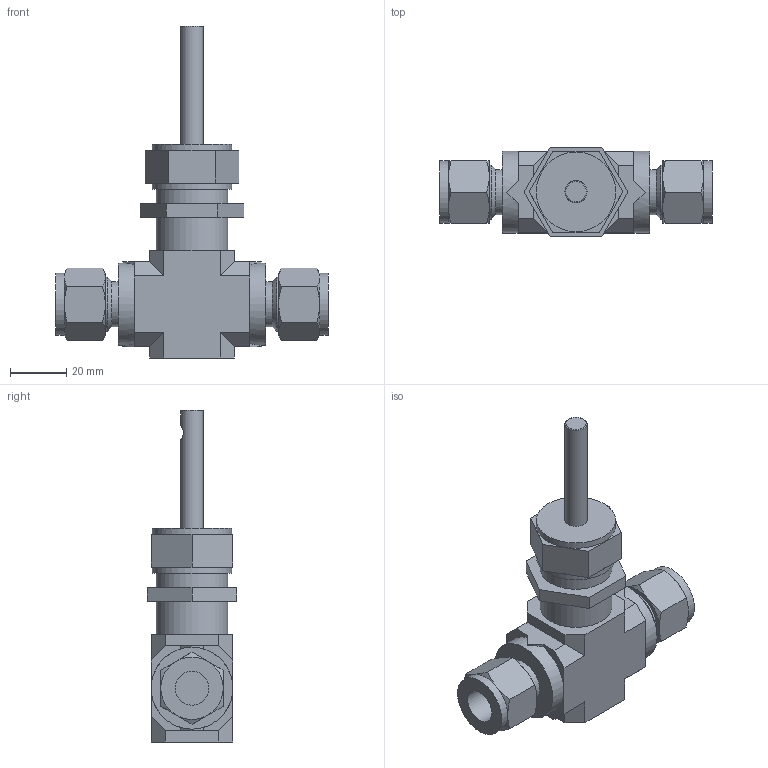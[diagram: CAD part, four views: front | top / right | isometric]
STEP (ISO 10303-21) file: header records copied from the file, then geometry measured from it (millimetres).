
FILE_DESCRIPTION(/* description */ ('starvars output'),/* implementation_level */ '2;1');
FILE_NAME(/* name */ 'SS-18RS12MM-SwagelokCompany-3D-04-01-2025-MOD-TCLASSEN-V9.step',/* time_stamp */ '2025-09-04T18:53:02+01:00',/* author */ (''),/* organization */ (''),/* preprocessor_version */ 'ST-DEVELOPER v20.1',/* originating_system */ 'Autodesk Translation Framework v14.10.0.0',/* authorisation */ '');
FILE_SCHEMA (('AUTOMOTIVE_DESIGN { 1 0 10303 214 3 1 1 }'));
Length unit declared in the file: millimetre
Products named in the file (1): PRODUCT_ID_1
Bounding box: 96.52 x 31.75 x 117.6 mm (x, y, z)
Volume: 86547.9 mm3; surface area: 23403 mm2
Topology: 4 solids, 5 shells, 155 faces, 354 edges, 222 vertices
Faces by surface type: plane 103, cone 26, cylinder 25, torus 1
Full cylindrical faces by diameter (mm): 5 x1, 7.874 x4, 12 x2, 16.025 x4, 19.05 x2, 22.098 x2, 25.4 x2, 28.194 x2, 28.956 x2
Entity records: 4438 total; most frequent: CARTESIAN_POINT 998, ORIENTED_EDGE 708, DIRECTION 689, EDGE_CURVE 354, AXIS2_PLACEMENT_3D 237, VERTEX_POINT 222, LINE 215, VECTOR 215
